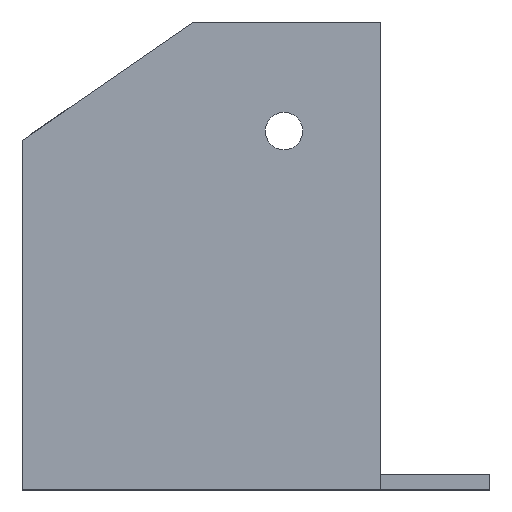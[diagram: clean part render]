
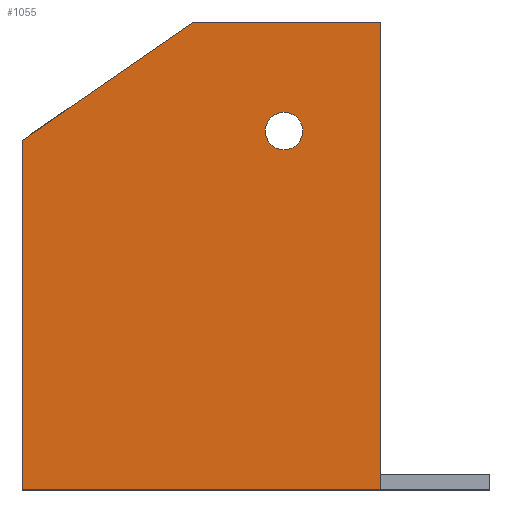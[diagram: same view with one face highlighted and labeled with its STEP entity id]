
A CAD part, top view. The second image highlights one B-rep face of the part: STEP entity #1055.
In plain terms, the highlighted planar face has unit normal (0, 0, 1).
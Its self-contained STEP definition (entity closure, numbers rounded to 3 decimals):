
#108 = VERTEX_POINT ( 'NONE', #945 ) ;
#136 = LINE ( 'NONE', #1026, #312 ) ;
#192 = CIRCLE ( 'NONE', #609, 6. ) ;
#312 = VECTOR ( 'NONE', #1028, 1000. ) ;
#352 = ORIENTED_EDGE ( 'NONE', *, *, #630, .T. ) ;
#402 = VERTEX_POINT ( 'NONE', #1334 ) ;
#424 = CARTESIAN_POINT ( 'NONE',  ( 90., 115., 3. ) ) ;
#466 = PLANE ( 'NONE',  #480 ) ;
#480 = AXIS2_PLACEMENT_3D ( 'NONE', #586, #578, #577 ) ;
#491 = CARTESIAN_POINT ( 'NONE',  ( 0., 0., 3. ) ) ;
#575 = ORIENTED_EDGE ( 'NONE', *, *, #579, .T. ) ;
#577 = DIRECTION ( 'NONE',  ( -1., 0., 0. ) ) ;
#578 = DIRECTION ( 'NONE',  ( 0., 0., 1. ) ) ;
#579 = EDGE_CURVE ( 'NONE', #402, #1294, #708, .T. ) ;
#586 = CARTESIAN_POINT ( 'NONE',  ( 0., 0., 3. ) ) ;
#589 = ORIENTED_EDGE ( 'NONE', *, *, #747, .T. ) ;
#609 = AXIS2_PLACEMENT_3D ( 'NONE', #813, #809, #803 ) ;
#613 = VECTOR ( 'NONE', #991, 1000. ) ;
#629 = LINE ( 'NONE', #892, #837 ) ;
#630 = EDGE_CURVE ( 'NONE', #1169, #108, #136, .T. ) ;
#639 = ORIENTED_EDGE ( 'NONE', *, *, #721, .T. ) ;
#647 = AXIS2_PLACEMENT_3D ( 'NONE', #1096, #1090, #1088 ) ;
#657 = EDGE_CURVE ( 'NONE', #667, #1169, #1186, .T. ) ;
#667 = VERTEX_POINT ( 'NONE', #954 ) ;
#674 = EDGE_CURVE ( 'NONE', #748, #667, #723, .T. ) ;
#708 = CIRCLE ( 'NONE', #647, 6. ) ;
#721 = EDGE_CURVE ( 'NONE', #815, #748, #629, .T. ) ;
#723 = LINE ( 'NONE', #940, #905 ) ;
#742 = CARTESIAN_POINT ( 'NONE',  ( 115., 150., 3. ) ) ;
#747 = EDGE_CURVE ( 'NONE', #108, #815, #783, .T. ) ;
#748 = VERTEX_POINT ( 'NONE', #845 ) ;
#760 = EDGE_CURVE ( 'NONE', #1294, #402, #192, .T. ) ;
#772 = ORIENTED_EDGE ( 'NONE', *, *, #657, .T. ) ;
#783 = LINE ( 'NONE', #840, #1014 ) ;
#803 = DIRECTION ( 'NONE',  ( -1., 0., 0. ) ) ;
#809 = DIRECTION ( 'NONE',  ( 0., 0., -1. ) ) ;
#813 = CARTESIAN_POINT ( 'NONE',  ( 84., 115., 3. ) ) ;
#815 = VERTEX_POINT ( 'NONE', #742 ) ;
#837 = VECTOR ( 'NONE', #877, 1000. ) ;
#840 = CARTESIAN_POINT ( 'NONE',  ( 115., 150., 3. ) ) ;
#841 = DIRECTION ( 'NONE',  ( 0., 1., 0. ) ) ;
#845 = CARTESIAN_POINT ( 'NONE',  ( 55., 150., 3. ) ) ;
#856 = EDGE_LOOP ( 'NONE', ( #352, #589, #639, #880, #772 ) ) ;
#877 = DIRECTION ( 'NONE',  ( -1., 0., 0. ) ) ;
#880 = ORIENTED_EDGE ( 'NONE', *, *, #674, .T. ) ;
#892 = CARTESIAN_POINT ( 'NONE',  ( 55., 150., 3. ) ) ;
#893 = ORIENTED_EDGE ( 'NONE', *, *, #760, .T. ) ;
#905 = VECTOR ( 'NONE', #965, 1000. ) ;
#940 = CARTESIAN_POINT ( 'NONE',  ( 0., 112., 3. ) ) ;
#945 = CARTESIAN_POINT ( 'NONE',  ( 115., 0., 3. ) ) ;
#954 = CARTESIAN_POINT ( 'NONE',  ( 0., 112., 3. ) ) ;
#965 = DIRECTION ( 'NONE',  ( -0.823, -0.568, 0. ) ) ;
#975 = CARTESIAN_POINT ( 'NONE',  ( 0., 0., 3. ) ) ;
#991 = DIRECTION ( 'NONE',  ( 0., -1., 0. ) ) ;
#1014 = VECTOR ( 'NONE', #841, 1000. ) ;
#1026 = CARTESIAN_POINT ( 'NONE',  ( 115., 0., 3. ) ) ;
#1028 = DIRECTION ( 'NONE',  ( 1., 0., 0. ) ) ;
#1055 = ADVANCED_FACE ( 'NONE', ( #1253, #1229 ), #466, .T. ) ;
#1088 = DIRECTION ( 'NONE',  ( -1., 0., 0. ) ) ;
#1090 = DIRECTION ( 'NONE',  ( 0., 0., -1. ) ) ;
#1096 = CARTESIAN_POINT ( 'NONE',  ( 84., 115., 3. ) ) ;
#1169 = VERTEX_POINT ( 'NONE', #491 ) ;
#1186 = LINE ( 'NONE', #975, #613 ) ;
#1229 = FACE_OUTER_BOUND ( 'NONE', #856, .T. ) ;
#1231 = EDGE_LOOP ( 'NONE', ( #893, #575 ) ) ;
#1253 = FACE_BOUND ( 'NONE', #1231, .T. ) ;
#1294 = VERTEX_POINT ( 'NONE', #424 ) ;
#1334 = CARTESIAN_POINT ( 'NONE',  ( 78., 115., 3. ) ) ;
